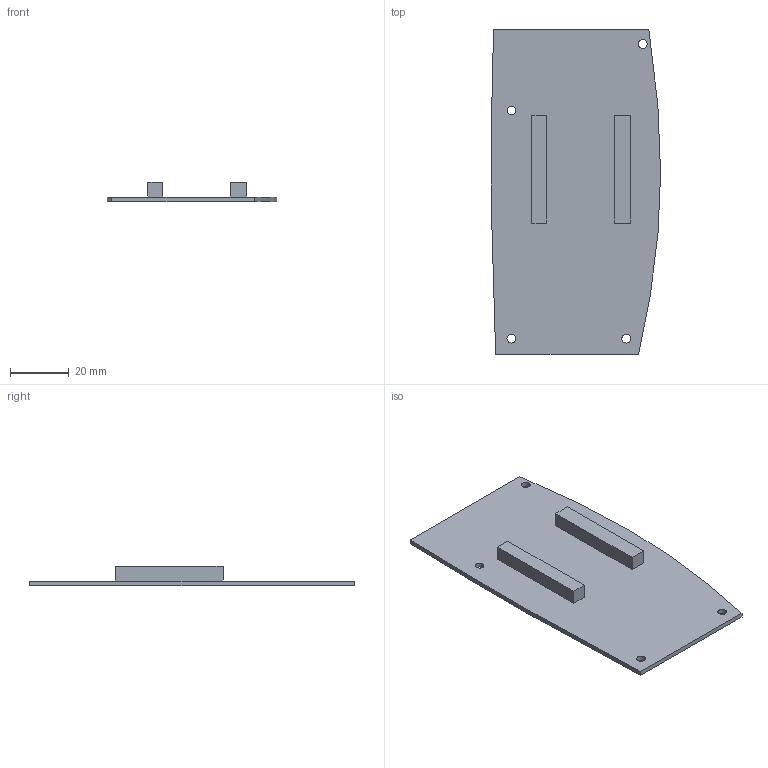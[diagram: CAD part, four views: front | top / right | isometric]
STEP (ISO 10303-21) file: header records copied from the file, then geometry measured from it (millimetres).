
FILE_DESCRIPTION (( 'STEP AP203' ), '1' );
FILE_NAME ('body_1.sldasm-Part-6_默认_sldprt.STEP', '2018-02-03T08:02:10', ( '' ), ( '' ), 'SwSTEP 2.0', 'SolidWorks 2014', '' );
FILE_SCHEMA (( 'CONFIG_CONTROL_DESIGN' ));
Length unit declared in the file: millimetre
Products named in the file (1): body_1.sldasm-Part-6_默认_sldprt
Bounding box: 57.44 x 110.18 x 6.6 mm (x, y, z)
Volume: 11614.6 mm3; surface area: 13497.2 mm2
Topology: 1 solids, 1 shells, 24 faces, 60 edges, 40 vertices
Faces by surface type: plane 14, cylinder 8, bspline 2
Entity records: 913 total; most frequent: CARTESIAN_POINT 239, ORIENTED_EDGE 120, DIRECTION 118, EDGE_CURVE 60, VECTOR 40, LINE 40, VERTEX_POINT 40, AXIS2_PLACEMENT_3D 39
